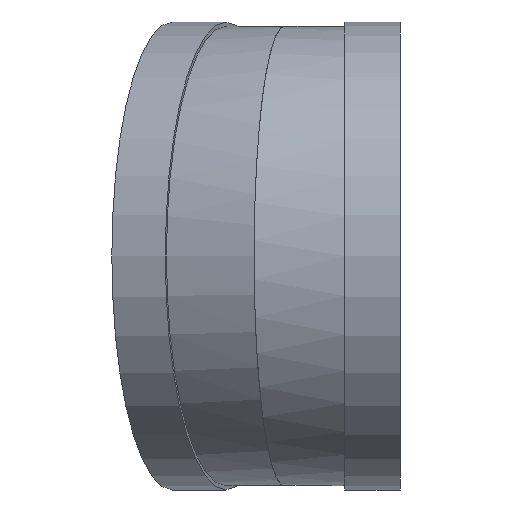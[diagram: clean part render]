
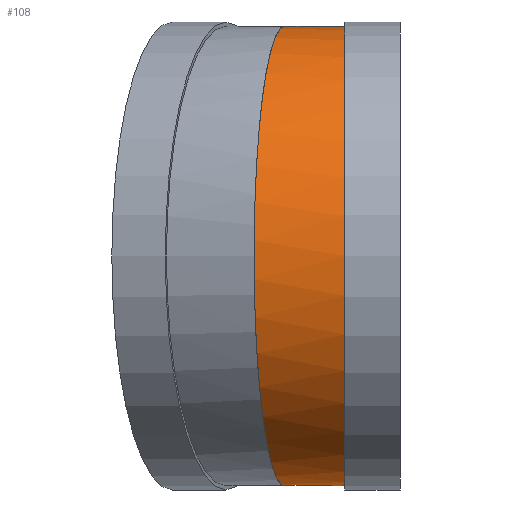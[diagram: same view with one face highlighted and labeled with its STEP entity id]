
A CAD part, left-side view. The second image highlights one B-rep face of the part: STEP entity #108.
In plain terms, the highlighted cylindrical face has radius 315 mm (diameter 630 mm), a full revolution.
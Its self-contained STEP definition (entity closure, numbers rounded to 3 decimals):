
#108 = ADVANCED_FACE( '', ( #202, #203 ), #204, .T. );
#202 = FACE_OUTER_BOUND( '', #280, .T. );
#203 = FACE_OUTER_BOUND( '', #281, .T. );
#204 = CYLINDRICAL_SURFACE( '', #282, 315. );
#280 = EDGE_LOOP( '', ( #372 ) );
#281 = EDGE_LOOP( '', ( #373 ) );
#282 = AXIS2_PLACEMENT_3D( '', #374, #375, #376 );
#372 = ORIENTED_EDGE( '', *, *, #404, .T. );
#373 = ORIENTED_EDGE( '', *, *, #395, .F. );
#374 = CARTESIAN_POINT( '', ( 0., 706., 0. ) );
#375 = DIRECTION( '', ( 0., 1., 0. ) );
#376 = DIRECTION( '', ( 0., 0., -1. ) );
#395 = EDGE_CURVE( '', #430, #430, #431, .T. );
#404 = EDGE_CURVE( '', #444, #444, #445, .T. );
#430 = VERTEX_POINT( '', #478 );
#431 = ELLIPSE( '', #479, 317.718, 315. );
#444 = VERTEX_POINT( '', #492 );
#445 = CIRCLE( '', #493, 315. );
#478 = CARTESIAN_POINT( '', ( 315., 117.471, 0. ) );
#479 = AXIS2_PLACEMENT_3D( '', #527, #528, #529 );
#492 = CARTESIAN_POINT( '', ( 315., 76., 0. ) );
#493 = AXIS2_PLACEMENT_3D( '', #542, #543, #544 );
#527 = CARTESIAN_POINT( '', ( 0., 158.941, 0. ) );
#528 = DIRECTION( '', ( 0.131, 0.991, 0. ) );
#529 = DIRECTION( '', ( 0.991, -0.131, 0. ) );
#542 = CARTESIAN_POINT( '', ( 0., 76., 0. ) );
#543 = DIRECTION( '', ( 0., 1., 0. ) );
#544 = DIRECTION( '', ( 1., 0., 0. ) );
